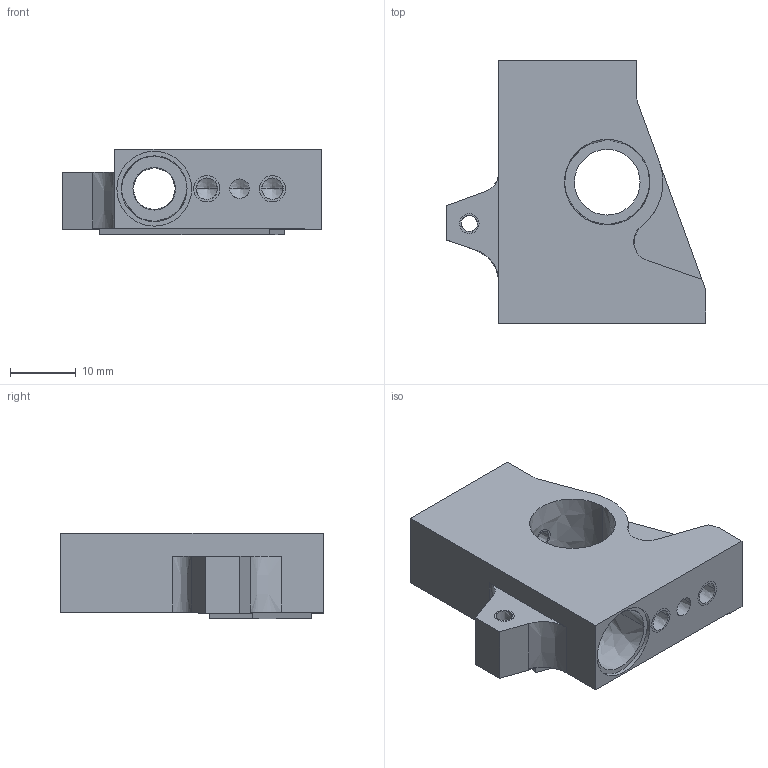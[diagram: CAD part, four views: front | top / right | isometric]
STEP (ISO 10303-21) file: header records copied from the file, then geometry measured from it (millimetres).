
FILE_DESCRIPTION((''),'2;1');
FILE_NAME('100062-A_SUPPORT-TRANSMISSION-D','2020-08-06T',('sr'),(''),'PRO/ENGINEER BY PARAMETRIC TECHNOLOGY CORPORATION, 2004090','PRO/ENGINEER BY PARAMETRIC TECHNOLOGY CORPORATION, 2004090','');
FILE_SCHEMA(('CONFIG_CONTROL_DESIGN','SHAPE_APPEARANCE_LAYERS_GROUPS'));
Length unit declared in the file: millimetre
Products named in the file (1): 100062-A_SUPPORT-TRANSMISSION-D
Bounding box: 39.5 x 40 x 13 mm (x, y, z)
Volume: 8796.7 mm3; surface area: 6248.6 mm2
Topology: 1 solids, 6 shells, 84 faces, 221 edges, 142 vertices
Faces by surface type: bspline 84
Entity records: 4105 total; most frequent: CARTESIAN_POINT 1978, ORIENTED_EDGE 406, DIRECTION 301, EDGE_CURVE 213, VERTEX_POINT 142, COLOUR_RGB 137, VECTOR 115, LINE 115
